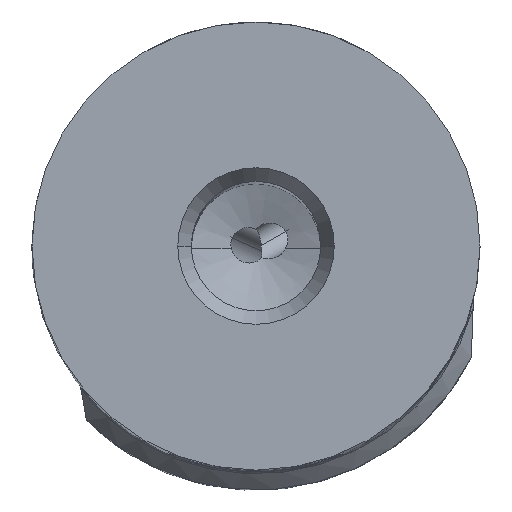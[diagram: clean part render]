
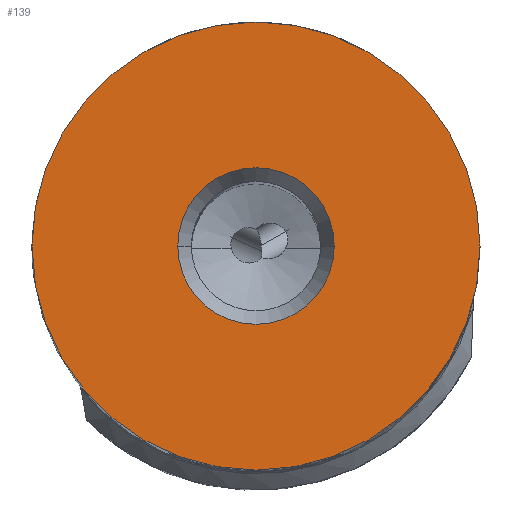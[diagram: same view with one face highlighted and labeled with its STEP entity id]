
A CAD part, top view. The second image highlights one B-rep face of the part: STEP entity #139.
In plain terms, the highlighted planar face has unit normal (0, 0, 1).
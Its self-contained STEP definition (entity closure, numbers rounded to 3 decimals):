
#65=PLANE('',#2008);
#97=FACE_BOUND('',#389,.T.);
#98=FACE_BOUND('',#390,.T.);
#139=ADVANCED_FACE('',(#97,#98),#65,.T.);
#389=EDGE_LOOP('',(#1010,#1011));
#390=EDGE_LOOP('',(#1012,#1013));
#785=CIRCLE('',#2003,6.655);
#786=CIRCLE('',#2005,19.05);
#787=CIRCLE('',#2006,19.05);
#788=CIRCLE('',#2007,6.655);
#1010=ORIENTED_EDGE('',*,*,#1701,.F.);
#1011=ORIENTED_EDGE('',*,*,#1702,.F.);
#1012=ORIENTED_EDGE('',*,*,#1700,.F.);
#1013=ORIENTED_EDGE('',*,*,#1703,.F.);
#1491=VERTEX_POINT('',#3596);
#1492=VERTEX_POINT('',#3598);
#1493=VERTEX_POINT('',#3602);
#1494=VERTEX_POINT('',#3603);
#1700=EDGE_CURVE('',#1492,#1491,#785,.T.);
#1701=EDGE_CURVE('',#1493,#1494,#786,.T.);
#1702=EDGE_CURVE('',#1494,#1493,#787,.T.);
#1703=EDGE_CURVE('',#1491,#1492,#788,.T.);
#2003=AXIS2_PLACEMENT_3D('',#3599,#2327,#2328);
#2005=AXIS2_PLACEMENT_3D('',#3601,#2331,#2332);
#2006=AXIS2_PLACEMENT_3D('',#3604,#2333,#2334);
#2007=AXIS2_PLACEMENT_3D('',#3605,#2335,#2336);
#2008=AXIS2_PLACEMENT_3D('',#3606,#2337,#2338);
#2327=DIRECTION('',(0.,0.,1.));
#2328=DIRECTION('',(1.,0.,0.));
#2331=DIRECTION('',(0.,0.,-1.));
#2332=DIRECTION('',(1.,0.,0.));
#2333=DIRECTION('',(0.,0.,-1.));
#2334=DIRECTION('',(-1.,0.,0.));
#2335=DIRECTION('',(0.,0.,1.));
#2336=DIRECTION('',(-1.,0.,0.));
#2337=DIRECTION('',(0.,0.,1.));
#2338=DIRECTION('',(1.,0.,0.));
#3596=CARTESIAN_POINT('',(-6.655,0.,0.));
#3598=CARTESIAN_POINT('',(6.655,0.,0.));
#3599=CARTESIAN_POINT('',(0.,0.,0.));
#3601=CARTESIAN_POINT('',(0.,0.,0.));
#3602=CARTESIAN_POINT('',(19.05,0.,0.));
#3603=CARTESIAN_POINT('',(-19.05,0.,0.));
#3604=CARTESIAN_POINT('',(0.,0.,0.));
#3605=CARTESIAN_POINT('',(0.,0.,0.));
#3606=CARTESIAN_POINT('',(0.,0.,0.));
